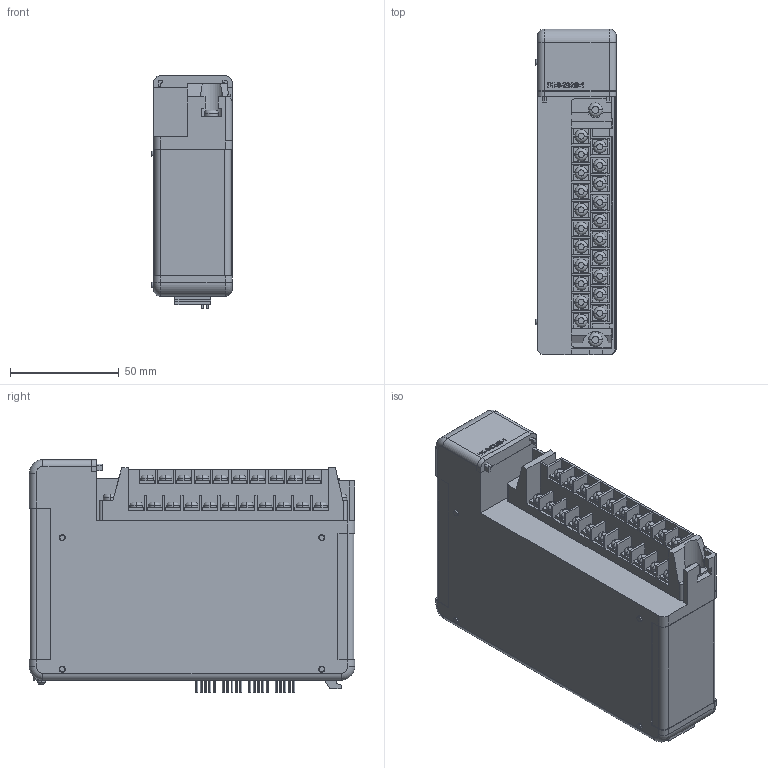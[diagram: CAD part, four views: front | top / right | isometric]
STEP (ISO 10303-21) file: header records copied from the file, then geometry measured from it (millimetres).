
FILE_DESCRIPTION (( 'STEP AP214' ), '1' );
FILE_NAME ('F4-04DAS-1.step', '2014-09-23T18:06:10', ( '' ), ( '' ), 'SwSTEP 2.0', 'SolidWorks 2014', '' );
FILE_SCHEMA (( 'AUTOMOTIVE_DESIGN' ));
Length unit declared in the file: inch
Products named in the file (1): F4-04DAS-1
Bounding box: 36.96 x 149.99 x 107.26 mm (x, y, z)
Volume: 452355.3 mm3; surface area: 58376.9 mm2
Topology: 6 solids, 6 shells, 914 faces, 2257 edges, 1484 vertices
Faces by surface type: plane 572, cylinder 246, torus 54, bspline 32, cone 10
Entity records: 37387 total; most frequent: CARTESIAN_POINT 6546, DIRECTION 4560, ORIENTED_EDGE 4514, EDGE_CURVE 2257, VECTOR 1578, LINE 1578, AXIS2_PLACEMENT_3D 1491, VERTEX_POINT 1484
